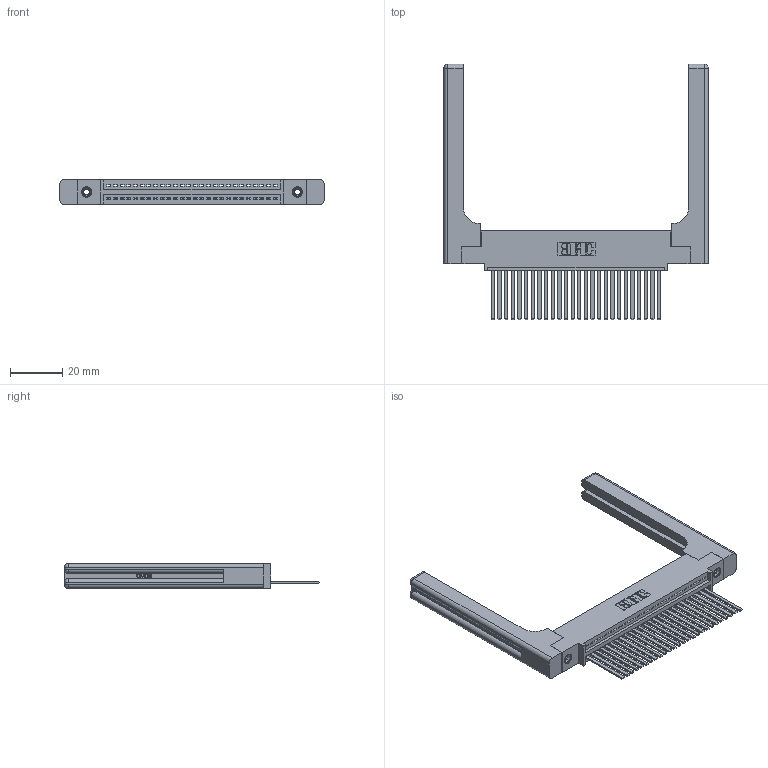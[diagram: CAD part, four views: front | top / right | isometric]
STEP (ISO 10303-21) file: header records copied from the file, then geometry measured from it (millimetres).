
FILE_DESCRIPTION (( 'STEP AP203' ), '1' );
FILE_NAME ('395-026-544-458.STEP', '2019-10-18T13:37:05', ( '' ), ( '' ), 'SwSTEP 2.0', 'SolidWorks 2016', '' );
FILE_SCHEMA (( 'CONFIG_CONTROL_DESIGN' ));
Length unit declared in the file: inch
Products named in the file (5): 345-292-001_345-293-144; 345 Part_0.110 Offset - 0.156 Dia-TH; 395-026-544-458; 345-220-058_345-220-058; 345-250-001_345-250-001-102
Assembly tree (31 placements, depth 2):
  395-026-544-458
    345 Part_0.110 Offset - 0.156 Dia-TH
    345-292-001_345-293-144  x26
    345-250-001_345-250-001-102  x2
    345-220-058_345-220-058  x2
Bounding box: 101.07 x 97.71 x 9.4 mm (x, y, z)
Volume: 18201 mm3; surface area: 18959.2 mm2
Topology: 31 solids, 31 shells, 1738 faces, 5127 edges, 3362 vertices
Faces by surface type: plane 1168, cylinder 510, bspline 36, cone 12, sphere 8, torus 4
Entity records: 26852 total; most frequent: CARTESIAN_POINT 5623, ORIENTED_EDGE 4380, DIRECTION 3878, EDGE_CURVE 2190, LINE 1866, VECTOR 1866, VERTEX_POINT 1450, AXIS2_PLACEMENT_3D 1006
